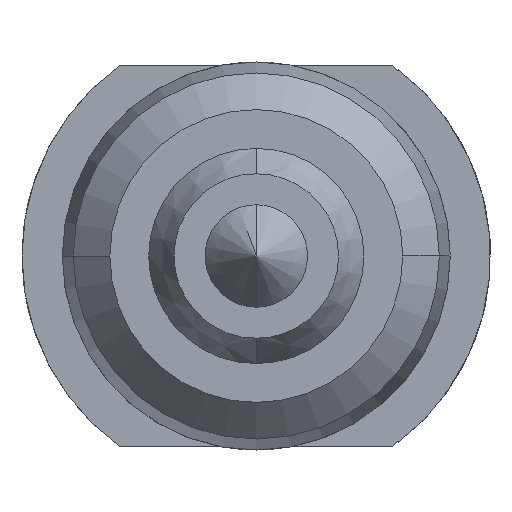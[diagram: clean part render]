
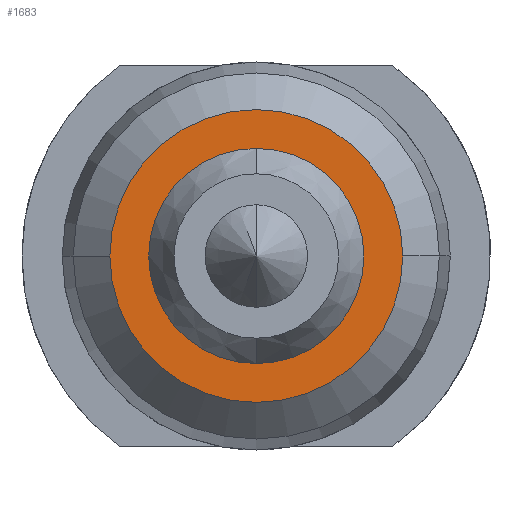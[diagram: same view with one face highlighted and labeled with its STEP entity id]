
A CAD part, front view. The second image highlights one B-rep face of the part: STEP entity #1683.
In plain terms, the highlighted planar face has unit normal (0, -1, 0).
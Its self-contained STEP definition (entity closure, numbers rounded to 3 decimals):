
#117 = EDGE_CURVE ( 'Defeature ausgef�hrt3_13+Defeature ausgef�hrt3_29+Defeature ausgef�hrt3_29+Defeature ausgef�hrt3_29', #1724, #2089, #979, .T. ) ;
#145 = DIRECTION ( 'NONE',  ( 0., -1., 0. ) ) ;
#266 = CIRCLE ( 'NONE', #3801, 1. ) ;
#305 = EDGE_CURVE ( 'Defeature ausgef�hrt3_13+Defeature ausgef�hrt3_17+Defeature ausgef�hrt3_17+Defeature ausgef�hrt3_17', #1947, #2142, #266, .T. ) ;
#347 = EDGE_CURVE ( 'Defeature ausgef�hrt3_13+Defeature ausgef�hrt3_17+Defeature ausgef�hrt3_17+Defeature ausgef�hrt3_17', #2142, #1947, #2780, .T. ) ;
#504 = CARTESIAN_POINT ( 'NONE',  ( 0., 0., 0.735 ) ) ;
#506 = DIRECTION ( 'NONE',  ( -1., 0., 0. ) ) ;
#723 = EDGE_LOOP ( 'NONE', ( #4148, #4505 ) ) ;
#979 = CIRCLE ( 'NONE', #2286, 0.735 ) ;
#1040 = DIRECTION ( 'NONE',  ( -1., 0., 0. ) ) ;
#1194 = AXIS2_PLACEMENT_3D ( 'NONE', #4269, #2453, #1040 ) ;
#1221 = CARTESIAN_POINT ( 'NONE',  ( 1., 0., 0. ) ) ;
#1375 = CARTESIAN_POINT ( 'NONE',  ( 0., 0., 0. ) ) ;
#1379 = DIRECTION ( 'NONE',  ( 0., 1., 0. ) ) ;
#1392 = ORIENTED_EDGE ( 'NONE', *, *, #117, .T. ) ;
#1683 = ADVANCED_FACE ( 'Defeature ausgef�hrt3_13', ( #3283, #4018 ), #2282, .T. ) ;
#1724 = VERTEX_POINT ( 'NONE', #3139 ) ;
#1947 = VERTEX_POINT ( 'NONE', #2989 ) ;
#2089 = VERTEX_POINT ( 'NONE', #504 ) ;
#2142 = VERTEX_POINT ( 'NONE', #1221 ) ;
#2282 = PLANE ( 'NONE',  #3864 ) ;
#2286 = AXIS2_PLACEMENT_3D ( 'NONE', #3040, #3449, #3804 ) ;
#2453 = DIRECTION ( 'NONE',  ( 0., -1., 0. ) ) ;
#2780 = CIRCLE ( 'NONE', #1194, 1. ) ;
#2989 = CARTESIAN_POINT ( 'NONE',  ( -1., 0., 0. ) ) ;
#3040 = CARTESIAN_POINT ( 'NONE',  ( 0., 0., 0. ) ) ;
#3113 = CIRCLE ( 'NONE', #3455, 0.735 ) ;
#3139 = CARTESIAN_POINT ( 'NONE',  ( 0., 0., -0.735 ) ) ;
#3283 = FACE_BOUND ( 'NONE', #4001, .T. ) ;
#3356 = ORIENTED_EDGE ( 'NONE', *, *, #4158, .T. ) ;
#3449 = DIRECTION ( 'NONE',  ( 0., 1., 0. ) ) ;
#3455 = AXIS2_PLACEMENT_3D ( 'NONE', #3552, #1379, #3906 ) ;
#3469 = CARTESIAN_POINT ( 'NONE',  ( 0., 0., 0. ) ) ;
#3552 = CARTESIAN_POINT ( 'NONE',  ( 0., 0., 0. ) ) ;
#3801 = AXIS2_PLACEMENT_3D ( 'NONE', #1375, #4292, #4638 ) ;
#3804 = DIRECTION ( 'NONE',  ( 1., 0., 0. ) ) ;
#3864 = AXIS2_PLACEMENT_3D ( 'NONE', #3469, #145, #506 ) ;
#3906 = DIRECTION ( 'NONE',  ( 1., 0., 0. ) ) ;
#4001 = EDGE_LOOP ( 'NONE', ( #3356, #1392 ) ) ;
#4018 = FACE_OUTER_BOUND ( 'NONE', #723, .T. ) ;
#4148 = ORIENTED_EDGE ( 'NONE', *, *, #347, .T. ) ;
#4158 = EDGE_CURVE ( 'Defeature ausgef�hrt3_13+Defeature ausgef�hrt3_29+Defeature ausgef�hrt3_29+Defeature ausgef�hrt3_29', #2089, #1724, #3113, .T. ) ;
#4269 = CARTESIAN_POINT ( 'NONE',  ( 0., 0., 0. ) ) ;
#4292 = DIRECTION ( 'NONE',  ( 0., -1., 0. ) ) ;
#4505 = ORIENTED_EDGE ( 'NONE', *, *, #305, .T. ) ;
#4638 = DIRECTION ( 'NONE',  ( -1., 0., 0. ) ) ;
